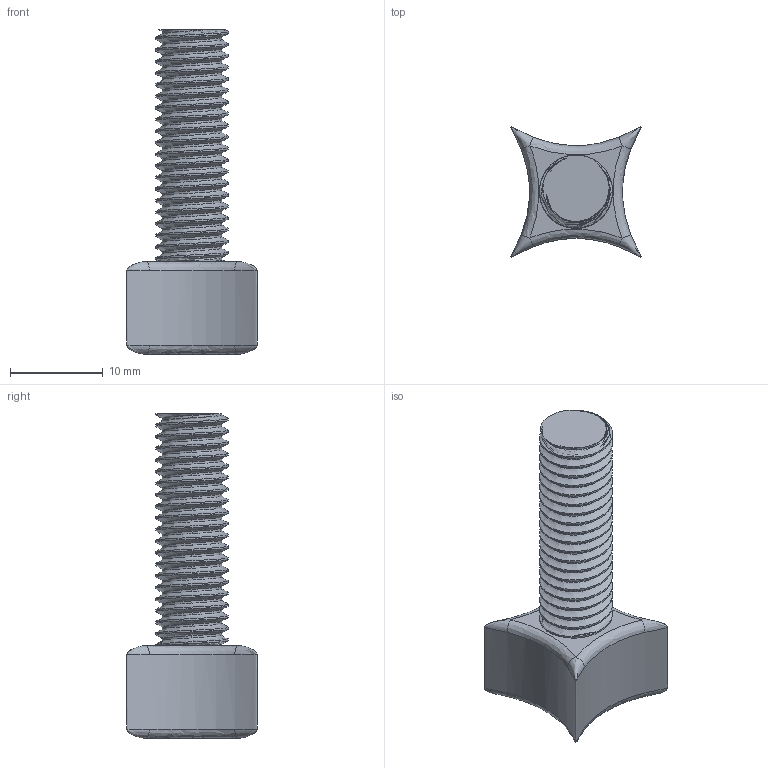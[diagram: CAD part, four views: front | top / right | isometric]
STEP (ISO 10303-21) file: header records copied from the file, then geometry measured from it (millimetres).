
FILE_DESCRIPTION(/* description */ (''),/* implementation_level */ '2;1');
FILE_NAME(/* name */ '2b494c2e-229f-45b9-91b0-4dfab9ac4b27.stp',/* time_stamp */ '2023-05-27T05:08:51Z',/* author */ (''),/* organization */ (''),/* preprocessor_version */ 'ST-DEVELOPER v19.2',/* originating_system */ 'Autodesk Translation Framework v12.6.0.85',/* authorisation */ '');
FILE_SCHEMA (('AUTOMOTIVE_DESIGN { 1 0 10303 214 3 1 1 }'));
Length unit declared in the file: millimetre
Products named in the file (1): Thumbscre Example
Bounding box: 14.02 x 14.02 x 35 mm (x, y, z)
Volume: 2206.9 mm3; surface area: 1709.1 mm2
Topology: 1 solids, 1 shells, 64 faces, 183 edges, 114 vertices
Faces by surface type: cylinder 42, bspline 19, plane 3
Full cylindrical faces by diameter (mm): 6.446 x7, 7.866 x12
Entity records: 6019 total; most frequent: CARTESIAN_POINT 4667, ORIENTED_EDGE 350, EDGE_CURVE 175, DIRECTION 149, B_SPLINE_CURVE_WITH_KNOTS 126, VERTEX_POINT 114, EDGE_LOOP 65, FACE_OUTER_BOUND 64
